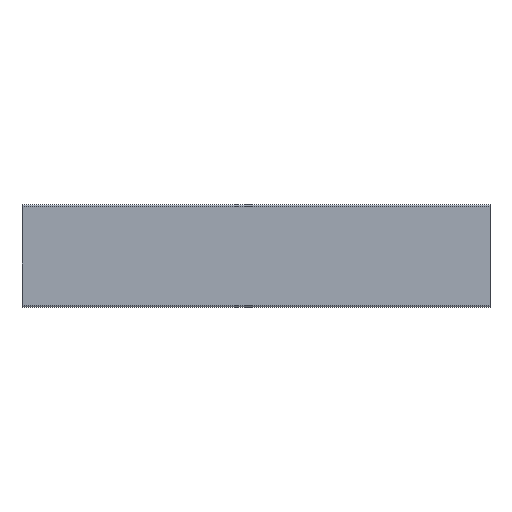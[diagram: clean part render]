
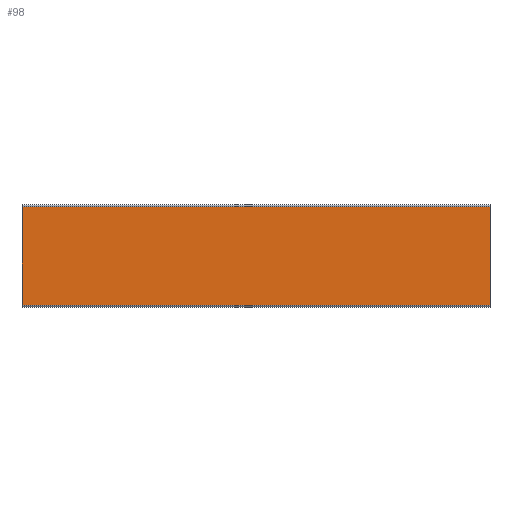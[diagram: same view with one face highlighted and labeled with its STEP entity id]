
A CAD part, top view. The second image highlights one B-rep face of the part: STEP entity #98.
In plain terms, the highlighted face is planar.
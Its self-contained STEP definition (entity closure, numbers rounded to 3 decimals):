
#98=ADVANCED_FACE('',(#121),#122,.T.);
#121=FACE_OUTER_BOUND('',#160,.T.);
#122=PLANE('',#161);
#160=EDGE_LOOP('',(#213,#214,#215,#216));
#161=AXIS2_PLACEMENT_3D('',#217,#218,#219);
#213=ORIENTED_EDGE('',*,*,#352,.T.);
#214=ORIENTED_EDGE('',*,*,#353,.F.);
#215=ORIENTED_EDGE('',*,*,#354,.T.);
#216=ORIENTED_EDGE('',*,*,#350,.T.);
#217=CARTESIAN_POINT('',(111.2,161.5,0.0));
#218=DIRECTION('',(-0.0,1.0,0.0));
#219=DIRECTION('',(1.0,0.0,0.0));
#350=EDGE_CURVE('',#405,#403,#406,.T.);
#352=EDGE_CURVE('',#403,#408,#409,.T.);
#353=EDGE_CURVE('',#410,#408,#411,.T.);
#354=EDGE_CURVE('',#410,#405,#412,.T.);
#403=VERTEX_POINT('',#488);
#405=VERTEX_POINT('',#490);
#406=LINE('',#491,#492);
#408=VERTEX_POINT('',#494);
#409=LINE('',#495,#496);
#410=VERTEX_POINT('',#497);
#411=LINE('',#498,#499);
#412=LINE('',#500,#501);
#488=CARTESIAN_POINT('',(216.2,161.5,-1000.0));
#490=CARTESIAN_POINT('',(216.2,161.5,0.0));
#491=CARTESIAN_POINT('',(216.2,161.5,0.0));
#492=VECTOR('',#596,1.0);
#494=CARTESIAN_POINT('',(6.2,161.5,-1000.0));
#495=CARTESIAN_POINT('',(6.2,161.5,-1000.0));
#496=VECTOR('',#600,1.0);
#497=CARTESIAN_POINT('',(6.2,161.5,0.0));
#498=CARTESIAN_POINT('',(6.2,161.5,0.0));
#499=VECTOR('',#601,1.0);
#500=CARTESIAN_POINT('',(6.2,161.5,0.0));
#501=VECTOR('',#602,1.0);
#596=DIRECTION('',(0.0,0.0,-1.0));
#600=DIRECTION('',(-1.0,-0.0,-0.0));
#601=DIRECTION('',(0.0,0.0,-1.0));
#602=DIRECTION('',(1.0,0.0,0.0));
